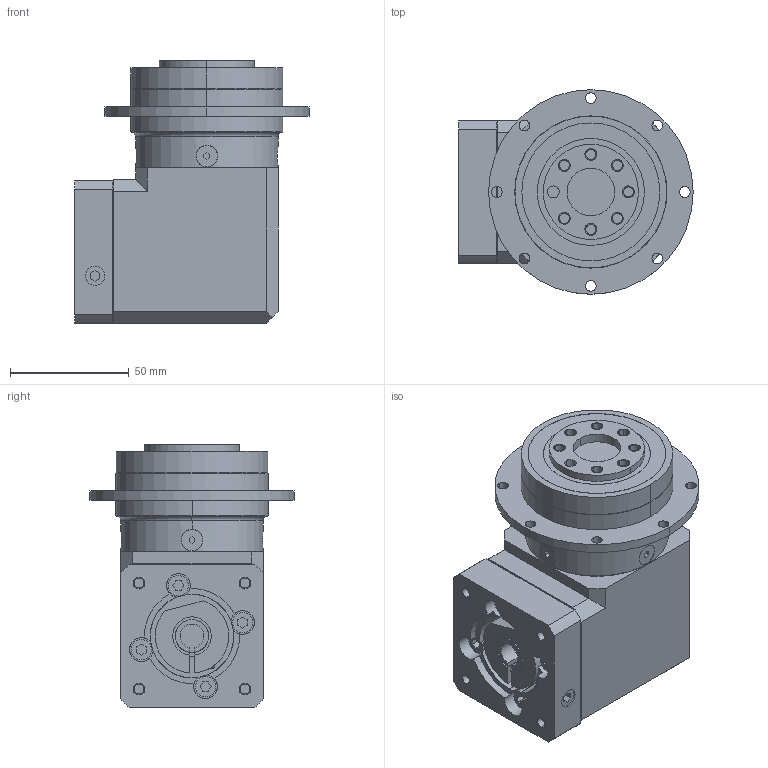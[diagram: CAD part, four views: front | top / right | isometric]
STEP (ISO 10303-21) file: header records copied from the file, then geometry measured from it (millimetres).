
FILE_DESCRIPTION((''),'2;1');
FILE_NAME('MB_WPLFE_MASTER','2023-01-25T09:45:51',('agw'),(''),'CREO PARAMETRIC BY PTC INC, 2022124','CREO PARAMETRIC BY PTC INC, 2022124','');
FILE_SCHEMA(('AUTOMOTIVE_DESIGN { 1 0 10303 214 1 1 1 1 }'));
Length unit declared in the file: millimetre
Products named in the file (1): MB_WPLFE_MASTER
Bounding box: 98.5 x 86 x 110.5 mm (x, y, z)
Volume: 449842.6 mm3; surface area: 55036.6 mm2
Topology: 1 solids, 12 shells, 324 faces, 838 edges, 624 vertices
Faces by surface type: plane 175, cylinder 137, torus 8, cone 4
Entity records: 11968 total; most frequent: CARTESIAN_POINT 1876, DIRECTION 1832, ORIENTED_EDGE 1526, EDGE_CURVE 785, AXIS2_PLACEMENT_3D 659, VERTEX_POINT 518, VECTOR 514, LINE 514
